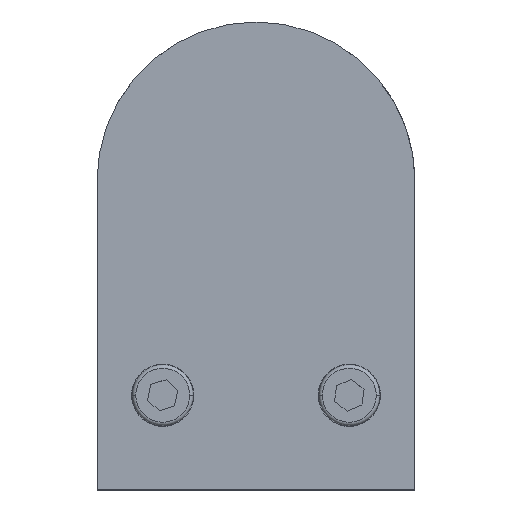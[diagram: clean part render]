
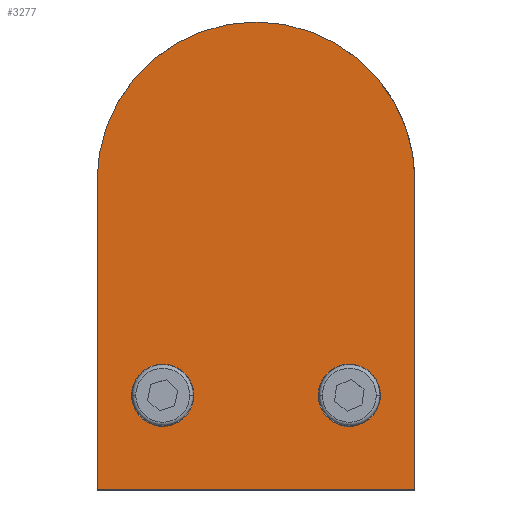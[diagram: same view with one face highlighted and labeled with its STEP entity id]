
A CAD part, top view. The second image highlights one B-rep face of the part: STEP entity #3277.
In plain terms, the highlighted planar face has unit normal (0, 0, 1).
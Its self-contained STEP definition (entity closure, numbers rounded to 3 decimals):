
#30 = EDGE_CURVE ( 'NONE', #1479, #3320, #860, .T. ) ;
#49 = PLANE ( 'NONE',  #318 ) ;
#94 = DIRECTION ( 'NONE',  ( 1., 0., 0. ) ) ;
#159 = CARTESIAN_POINT ( 'NONE',  ( 45.1, 12.348, 14.25 ) ) ;
#182 = FACE_BOUND ( 'NONE', #931, .T. ) ;
#208 = DIRECTION ( 'NONE',  ( 0., 0., 1. ) ) ;
#240 = DIRECTION ( 'NONE',  ( 1., 0., 0. ) ) ;
#269 = EDGE_CURVE ( 'NONE', #2736, #2177, #709, .T. ) ;
#271 = CARTESIAN_POINT ( 'NONE',  ( 9., 26., 14.25 ) ) ;
#318 = AXIS2_PLACEMENT_3D ( 'NONE', #2964, #1372, #94 ) ;
#335 = DIRECTION ( 'NONE',  ( 0., 1., 0. ) ) ;
#550 = CARTESIAN_POINT ( 'NONE',  ( -23., 57., 14.25 ) ) ;
#571 = CARTESIAN_POINT ( 'NONE',  ( -13.5, 26., 14.25 ) ) ;
#659 = DIRECTION ( 'NONE',  ( 1., 0., 0. ) ) ;
#660 = LINE ( 'NONE', #1666, #3349 ) ;
#661 = DIRECTION ( 'NONE',  ( 1., 0., 0. ) ) ;
#709 = CIRCLE ( 'NONE', #2654, 4.5 ) ;
#768 = VECTOR ( 'NONE', #2699, 1000. ) ;
#859 = ORIENTED_EDGE ( 'NONE', *, *, #2371, .F. ) ;
#860 = LINE ( 'NONE', #1096, #768 ) ;
#863 = AXIS2_PLACEMENT_3D ( 'NONE', #2266, #1222, #659 ) ;
#885 = CARTESIAN_POINT ( 'NONE',  ( 0., 57., 14.25 ) ) ;
#889 = CARTESIAN_POINT ( 'NONE',  ( 23., 57., 14.25 ) ) ;
#931 = EDGE_LOOP ( 'NONE', ( #3219, #1442 ) ) ;
#952 = EDGE_CURVE ( 'NONE', #2015, #1479, #2345, .T. ) ;
#1026 = EDGE_LOOP ( 'NONE', ( #859, #1083, #1460, #1215 ) ) ;
#1083 = ORIENTED_EDGE ( 'NONE', *, *, #3286, .T. ) ;
#1096 = CARTESIAN_POINT ( 'NONE',  ( -23., 0., 14.25 ) ) ;
#1215 = ORIENTED_EDGE ( 'NONE', *, *, #30, .T. ) ;
#1222 = DIRECTION ( 'NONE',  ( 0., 0., 1. ) ) ;
#1317 = CIRCLE ( 'NONE', #2084, 4.5 ) ;
#1331 = CARTESIAN_POINT ( 'NONE',  ( 18., 26., 14.25 ) ) ;
#1372 = DIRECTION ( 'NONE',  ( 0., 0., 1. ) ) ;
#1375 = EDGE_CURVE ( 'NONE', #1796, #2630, #2348, .T. ) ;
#1391 = CARTESIAN_POINT ( 'NONE',  ( 23., 12.348, 14.25 ) ) ;
#1420 = DIRECTION ( 'NONE',  ( 1., 0., 0. ) ) ;
#1442 = ORIENTED_EDGE ( 'NONE', *, *, #1556, .F. ) ;
#1460 = ORIENTED_EDGE ( 'NONE', *, *, #952, .T. ) ;
#1479 = VERTEX_POINT ( 'NONE', #550 ) ;
#1501 = CARTESIAN_POINT ( 'NONE',  ( 13.5, 26., 14.25 ) ) ;
#1549 = DIRECTION ( 'NONE',  ( -1., 0., 0. ) ) ;
#1556 = EDGE_CURVE ( 'NONE', #2177, #2736, #1720, .T. ) ;
#1579 = CARTESIAN_POINT ( 'NONE',  ( -9., 26., 14.25 ) ) ;
#1619 = FACE_OUTER_BOUND ( 'NONE', #1026, .T. ) ;
#1634 = DIRECTION ( 'NONE',  ( 0., 0., 1. ) ) ;
#1641 = DIRECTION ( 'NONE',  ( 1., 0., 0. ) ) ;
#1661 = EDGE_LOOP ( 'NONE', ( #2645, #2339 ) ) ;
#1666 = CARTESIAN_POINT ( 'NONE',  ( 23., 0., 14.25 ) ) ;
#1703 = DIRECTION ( 'NONE',  ( 0., 0., 1. ) ) ;
#1720 = CIRCLE ( 'NONE', #1840, 4.5 ) ;
#1775 = CARTESIAN_POINT ( 'NONE',  ( -23., 12.348, 14.25 ) ) ;
#1796 = VERTEX_POINT ( 'NONE', #271 ) ;
#1807 = LINE ( 'NONE', #159, #2993 ) ;
#1840 = AXIS2_PLACEMENT_3D ( 'NONE', #571, #1634, #1420 ) ;
#2015 = VERTEX_POINT ( 'NONE', #889 ) ;
#2084 = AXIS2_PLACEMENT_3D ( 'NONE', #1501, #1703, #661 ) ;
#2124 = AXIS2_PLACEMENT_3D ( 'NONE', #885, #2438, #1641 ) ;
#2163 = VERTEX_POINT ( 'NONE', #1391 ) ;
#2177 = VERTEX_POINT ( 'NONE', #2945 ) ;
#2266 = CARTESIAN_POINT ( 'NONE',  ( 13.5, 26., 14.25 ) ) ;
#2339 = ORIENTED_EDGE ( 'NONE', *, *, #1375, .F. ) ;
#2345 = CIRCLE ( 'NONE', #2124, 23. ) ;
#2348 = CIRCLE ( 'NONE', #863, 4.5 ) ;
#2371 = EDGE_CURVE ( 'NONE', #2163, #3320, #1807, .T. ) ;
#2438 = DIRECTION ( 'NONE',  ( 0., 0., 1. ) ) ;
#2630 = VERTEX_POINT ( 'NONE', #1331 ) ;
#2645 = ORIENTED_EDGE ( 'NONE', *, *, #2688, .F. ) ;
#2654 = AXIS2_PLACEMENT_3D ( 'NONE', #3345, #208, #240 ) ;
#2688 = EDGE_CURVE ( 'NONE', #2630, #1796, #1317, .T. ) ;
#2699 = DIRECTION ( 'NONE',  ( 0., -1., 0. ) ) ;
#2736 = VERTEX_POINT ( 'NONE', #1579 ) ;
#2945 = CARTESIAN_POINT ( 'NONE',  ( -18., 26., 14.25 ) ) ;
#2964 = CARTESIAN_POINT ( 'NONE',  ( 0., 57., 14.25 ) ) ;
#2993 = VECTOR ( 'NONE', #1549, 1000. ) ;
#3219 = ORIENTED_EDGE ( 'NONE', *, *, #269, .F. ) ;
#3226 = FACE_BOUND ( 'NONE', #1661, .T. ) ;
#3277 = ADVANCED_FACE ( 'NONE', ( #182, #3226, #1619 ), #49, .T. ) ;
#3286 = EDGE_CURVE ( 'NONE', #2163, #2015, #660, .T. ) ;
#3320 = VERTEX_POINT ( 'NONE', #1775 ) ;
#3345 = CARTESIAN_POINT ( 'NONE',  ( -13.5, 26., 14.25 ) ) ;
#3349 = VECTOR ( 'NONE', #335, 1000. ) ;
